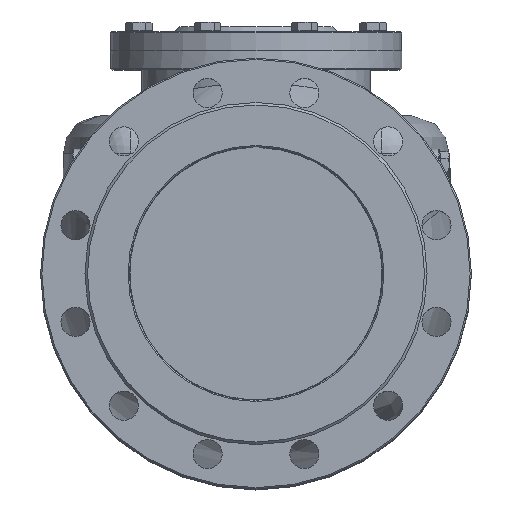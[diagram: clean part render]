
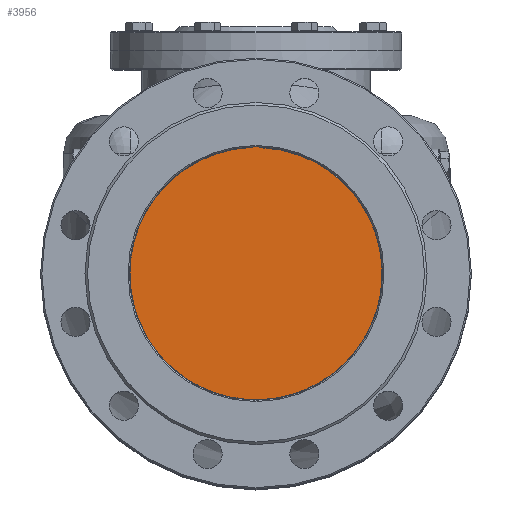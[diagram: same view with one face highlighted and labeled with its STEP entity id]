
A CAD part, top view. The second image highlights one B-rep face of the part: STEP entity #3956.
In plain terms, the highlighted planar face has unit normal (0, 0, 1).
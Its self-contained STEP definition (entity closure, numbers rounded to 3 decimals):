
#278=CIRCLE('',#4248,100.);
#492=LINE('',#5865,#672);
#493=LINE('',#5902,#673);
#672=VECTOR('',#4661,10.);
#673=VECTOR('',#4662,10.);
#846=PLANE('',#4247);
#940=FACE_OUTER_BOUND('',#1175,.T.);
#1175=EDGE_LOOP('',(#2701,#2702,#2703,#2704));
#1480=B_SPLINE_CURVE_WITH_KNOTS('',3,(#5867,#5868,#5869,#5870,#5871,#5872,
#5873,#5874,#5875,#5876,#5877,#5878,#5879,#5880,#5881,#5882,#5883,#5884,
#5885,#5886,#5887,#5888,#5889,#5890,#5891,#5892,#5893,#5894,#5895,#5896,
#5897,#5898,#5899,#5900),.UNSPECIFIED.,.F.,.F.,(4,2,2,2,2,2,2,2,2,2,2,2,
2,2,2,2,4),(-62.104,-58.294,-54.408,-50.522,
-46.636,-42.749,-38.863,-34.977,
-31.09,-27.204,-23.318,-19.431,
-15.545,-11.659,-7.773,-3.886,-0.002),
 .UNSPECIFIED.);
#1717=VERTEX_POINT('',#5863);
#1718=VERTEX_POINT('',#5864);
#1719=VERTEX_POINT('',#5866);
#1720=VERTEX_POINT('',#5901);
#2104=EDGE_CURVE('',#1717,#1718,#492,.T.);
#2105=EDGE_CURVE('',#1719,#1717,#1480,.T.);
#2106=EDGE_CURVE('',#1720,#1719,#493,.T.);
#2107=EDGE_CURVE('',#1718,#1720,#278,.T.);
#2701=ORIENTED_EDGE('',*,*,#2104,.F.);
#2702=ORIENTED_EDGE('',*,*,#2105,.F.);
#2703=ORIENTED_EDGE('',*,*,#2106,.F.);
#2704=ORIENTED_EDGE('',*,*,#2107,.F.);
#3956=ADVANCED_FACE('',(#940),#846,.T.);
#4247=AXIS2_PLACEMENT_3D('',#5862,#4659,#4660);
#4248=AXIS2_PLACEMENT_3D('',#5903,#4663,#4664);
#4659=DIRECTION('center_axis',(0.,0.,1.));
#4660=DIRECTION('ref_axis',(1.,0.,0.));
#4661=DIRECTION('',(0.,1.,0.));
#4662=DIRECTION('',(0.,-1.,0.));
#4663=DIRECTION('center_axis',(0.,0.,-1.));
#4664=DIRECTION('ref_axis',(1.,0.,0.));
#5862=CARTESIAN_POINT('Origin',(0.,0.,-38.));
#5863=CARTESIAN_POINT('',(-3.,99.439,-38.));
#5864=CARTESIAN_POINT('',(-3.,99.955,-38.));
#5865=CARTESIAN_POINT('',(-3.,0.,-38.));
#5866=CARTESIAN_POINT('',(3.,99.439,-38.));
#5867=CARTESIAN_POINT('Ctrl Pts',(3.,99.439,-38.));
#5868=CARTESIAN_POINT('Ctrl Pts',(15.692,99.056,-38.));
#5869=CARTESIAN_POINT('Ctrl Pts',(28.194,96.247,-38.));
#5870=CARTESIAN_POINT('Ctrl Pts',(51.7,85.977,-38.));
#5871=CARTESIAN_POINT('Ctrl Pts',(62.444,78.522,-38.));
#5872=CARTESIAN_POINT('Ctrl Pts',(80.47,59.912,-38.));
#5873=CARTESIAN_POINT('Ctrl Pts',(87.58,48.936,-38.));
#5874=CARTESIAN_POINT('Ctrl Pts',(97.191,24.876,-38.));
#5875=CARTESIAN_POINT('Ctrl Pts',(99.601,12.022,-38.));
#5876=CARTESIAN_POINT('Ctrl Pts',(99.358,-13.885,-38.));
#5877=CARTESIAN_POINT('Ctrl Pts',(96.708,-26.692,-38.));
#5878=CARTESIAN_POINT('Ctrl Pts',(86.648,-50.567,-38.));
#5879=CARTESIAN_POINT('Ctrl Pts',(79.334,-61.408,-38.));
#5880=CARTESIAN_POINT('Ctrl Pts',(60.963,-79.677,-38.));
#5881=CARTESIAN_POINT('Ctrl Pts',(50.081,-86.93,-38.));
#5882=CARTESIAN_POINT('Ctrl Pts',(26.149,-96.856,-38.));
#5883=CARTESIAN_POINT('Ctrl Pts',(13.328,-99.435,-38.));
#5884=CARTESIAN_POINT('Ctrl Pts',(-12.58,-99.532,-38.));
#5885=CARTESIAN_POINT('Ctrl Pts',(-25.42,-97.05,-38.));
#5886=CARTESIAN_POINT('Ctrl Pts',(-49.426,-87.304,-38.));
#5887=CARTESIAN_POINT('Ctrl Pts',(-60.362,-80.133,-38.));
#5888=CARTESIAN_POINT('Ctrl Pts',(-78.87,-62.003,-38.));
#5889=CARTESIAN_POINT('Ctrl Pts',(-86.265,-51.217,-38.));
#5890=CARTESIAN_POINT('Ctrl Pts',(-96.505,-27.418,-38.));
#5891=CARTESIAN_POINT('Ctrl Pts',(-99.251,-14.632,-38.));
#5892=CARTESIAN_POINT('Ctrl Pts',(-99.689,11.273,-38.));
#5893=CARTESIAN_POINT('Ctrl Pts',(-97.375,24.144,-38.));
#5894=CARTESIAN_POINT('Ctrl Pts',(-87.945,48.276,-38.));
#5895=CARTESIAN_POINT('Ctrl Pts',(-80.918,59.305,-38.));
#5896=CARTESIAN_POINT('Ctrl Pts',(-63.033,78.05,-38.));
#5897=CARTESIAN_POINT('Ctrl Pts',(-52.345,85.586,-38.));
#5898=CARTESIAN_POINT('Ctrl Pts',(-28.687,96.135,-38.));
#5899=CARTESIAN_POINT('Ctrl Pts',(-15.943,99.048,-38.));
#5900=CARTESIAN_POINT('Ctrl Pts',(-3.,99.439,-38.));
#5901=CARTESIAN_POINT('',(3.,99.955,-38.));
#5902=CARTESIAN_POINT('',(3.,0.,-38.));
#5903=CARTESIAN_POINT('Origin',(0.,0.,-38.));
